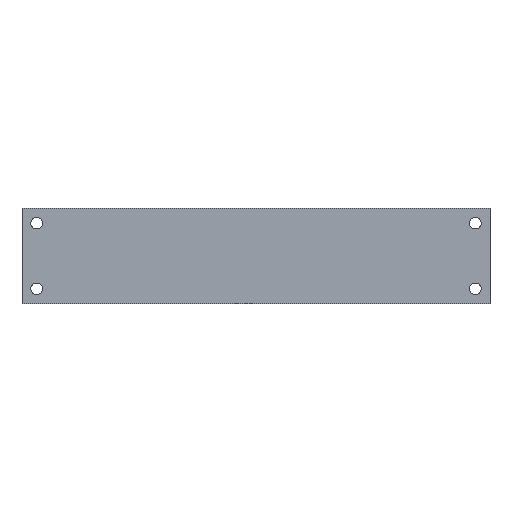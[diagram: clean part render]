
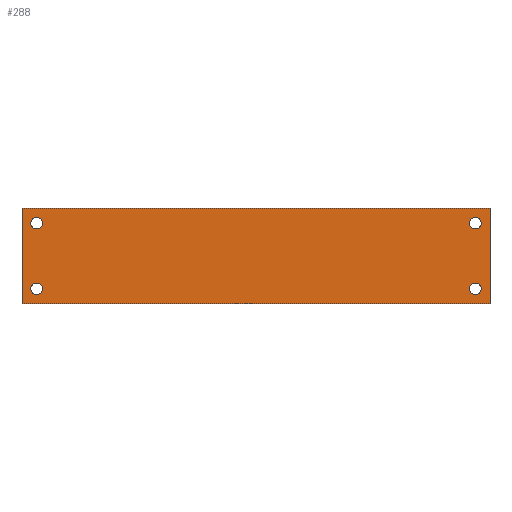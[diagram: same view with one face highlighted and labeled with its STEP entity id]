
A CAD part, top view. The second image highlights one B-rep face of the part: STEP entity #288.
In plain terms, the highlighted planar face has unit normal (0, 0, 1).
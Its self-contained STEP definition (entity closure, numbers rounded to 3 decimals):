
#37 = VERTEX_POINT('',#38);
#38 = CARTESIAN_POINT('',(0.,0.,0.));
#55 = VERTEX_POINT('',#56);
#56 = CARTESIAN_POINT('',(128.,0.,0.));
#62 = EDGE_CURVE('',#37,#55,#63,.T.);
#63 = LINE('',#64,#65);
#64 = CARTESIAN_POINT('',(0.,0.,0.));
#65 = VECTOR('',#66,1.);
#66 = DIRECTION('',(1.,0.,0.));
#86 = VERTEX_POINT('',#87);
#87 = CARTESIAN_POINT('',(128.,26.,0.));
#93 = EDGE_CURVE('',#55,#86,#94,.T.);
#94 = LINE('',#95,#96);
#95 = CARTESIAN_POINT('',(128.,0.,0.));
#96 = VECTOR('',#97,1.);
#97 = DIRECTION('',(0.,1.,0.));
#117 = VERTEX_POINT('',#118);
#118 = CARTESIAN_POINT('',(0.,26.,0.));
#124 = EDGE_CURVE('',#86,#117,#125,.T.);
#125 = LINE('',#126,#127);
#126 = CARTESIAN_POINT('',(128.,26.,0.));
#127 = VECTOR('',#128,1.);
#128 = DIRECTION('',(-1.,0.,0.));
#146 = EDGE_CURVE('',#117,#37,#147,.T.);
#147 = LINE('',#148,#149);
#148 = CARTESIAN_POINT('',(0.,26.,0.));
#149 = VECTOR('',#150,1.);
#150 = DIRECTION('',(0.,-1.,0.));
#161 = VERTEX_POINT('',#162);
#162 = CARTESIAN_POINT('',(5.6,22.,0.));
#178 = EDGE_CURVE('',#161,#161,#179,.T.);
#179 = CIRCLE('',#180,1.6);
#180 = AXIS2_PLACEMENT_3D('',#181,#182,#183);
#181 = CARTESIAN_POINT('',(4.,22.,0.));
#182 = DIRECTION('',(0.,0.,-1.));
#183 = DIRECTION('',(1.,0.,0.));
#194 = VERTEX_POINT('',#195);
#195 = CARTESIAN_POINT('',(5.6,4.,0.));
#211 = EDGE_CURVE('',#194,#194,#212,.T.);
#212 = CIRCLE('',#213,1.6);
#213 = AXIS2_PLACEMENT_3D('',#214,#215,#216);
#214 = CARTESIAN_POINT('',(4.,4.,0.));
#215 = DIRECTION('',(0.,0.,-1.));
#216 = DIRECTION('',(1.,0.,0.));
#227 = VERTEX_POINT('',#228);
#228 = CARTESIAN_POINT('',(125.6,22.,0.));
#244 = EDGE_CURVE('',#227,#227,#245,.T.);
#245 = CIRCLE('',#246,1.6);
#246 = AXIS2_PLACEMENT_3D('',#247,#248,#249);
#247 = CARTESIAN_POINT('',(124.,22.,0.));
#248 = DIRECTION('',(0.,0.,-1.));
#249 = DIRECTION('',(1.,0.,0.));
#260 = VERTEX_POINT('',#261);
#261 = CARTESIAN_POINT('',(125.6,4.,0.));
#277 = EDGE_CURVE('',#260,#260,#278,.T.);
#278 = CIRCLE('',#279,1.6);
#279 = AXIS2_PLACEMENT_3D('',#280,#281,#282);
#280 = CARTESIAN_POINT('',(124.,4.,0.));
#281 = DIRECTION('',(0.,0.,-1.));
#282 = DIRECTION('',(1.,0.,0.));
#288 = ADVANCED_FACE('',(#289,#295,#298,#301,#304),#307,.F.);
#289 = FACE_BOUND('',#290,.T.);
#290 = EDGE_LOOP('',(#291,#292,#293,#294));
#291 = ORIENTED_EDGE('',*,*,#62,.T.);
#292 = ORIENTED_EDGE('',*,*,#93,.T.);
#293 = ORIENTED_EDGE('',*,*,#124,.T.);
#294 = ORIENTED_EDGE('',*,*,#146,.T.);
#295 = FACE_BOUND('',#296,.T.);
#296 = EDGE_LOOP('',(#297));
#297 = ORIENTED_EDGE('',*,*,#178,.T.);
#298 = FACE_BOUND('',#299,.T.);
#299 = EDGE_LOOP('',(#300));
#300 = ORIENTED_EDGE('',*,*,#211,.T.);
#301 = FACE_BOUND('',#302,.T.);
#302 = EDGE_LOOP('',(#303));
#303 = ORIENTED_EDGE('',*,*,#244,.T.);
#304 = FACE_BOUND('',#305,.T.);
#305 = EDGE_LOOP('',(#306));
#306 = ORIENTED_EDGE('',*,*,#277,.T.);
#307 = PLANE('',#308);
#308 = AXIS2_PLACEMENT_3D('',#309,#310,#311);
#309 = CARTESIAN_POINT('',(0.,0.,0.));
#310 = DIRECTION('',(0.,0.,-1.));
#311 = DIRECTION('',(-1.,0.,0.));
